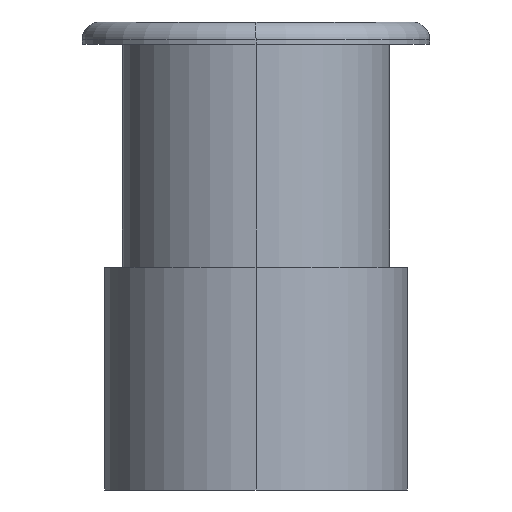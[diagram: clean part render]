
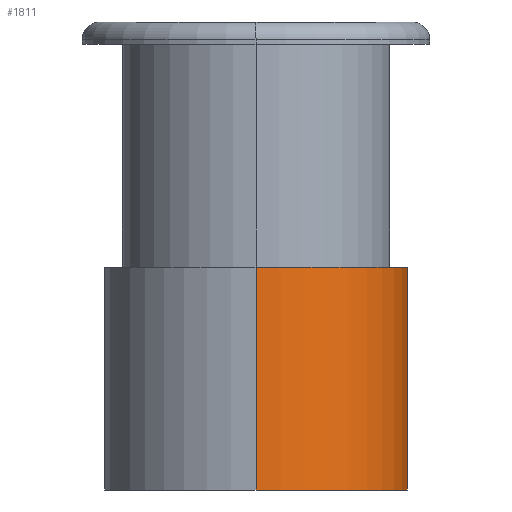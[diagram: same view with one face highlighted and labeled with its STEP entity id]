
A CAD part, left-side view. The second image highlights one B-rep face of the part: STEP entity #1811.
In plain terms, the highlighted cylindrical face has radius 34 mm (diameter 68 mm), a partial arc.
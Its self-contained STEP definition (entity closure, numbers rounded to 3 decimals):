
#23 = CARTESIAN_POINT ( 'NONE',  ( -284., 0., 50. ) ) ;
#36 = CARTESIAN_POINT ( 'NONE',  ( -284., 0., 0. ) ) ;
#93 = DIRECTION ( 'NONE',  ( 1., 0., 0. ) ) ;
#115 = CARTESIAN_POINT ( 'NONE',  ( -250., 0., 50. ) ) ;
#150 = VERTEX_POINT ( 'NONE', #36 ) ;
#390 = LINE ( 'NONE', #1039, #1789 ) ;
#423 = DIRECTION ( 'NONE',  ( 0., 0., -1. ) ) ;
#445 = DIRECTION ( 'NONE',  ( 0., 0., -1. ) ) ;
#609 = EDGE_CURVE ( 'NONE', #150, #637, #981, .T. ) ;
#637 = VERTEX_POINT ( 'NONE', #1373 ) ;
#673 = EDGE_CURVE ( 'NONE', #637, #1934, #390, .T. ) ;
#763 = LINE ( 'NONE', #1435, #1524 ) ;
#872 = CARTESIAN_POINT ( 'NONE',  ( -250., 0., 0. ) ) ;
#891 = EDGE_LOOP ( 'NONE', ( #1107, #2026, #1226, #1427 ) ) ;
#928 = EDGE_CURVE ( 'NONE', #1135, #150, #763, .T. ) ;
#981 = CIRCLE ( 'NONE', #1864, 34. ) ;
#1039 = CARTESIAN_POINT ( 'NONE',  ( -223.639, -21.474, 50. ) ) ;
#1040 = CARTESIAN_POINT ( 'NONE',  ( -223.639, -21.474, 50. ) ) ;
#1072 = DIRECTION ( 'NONE',  ( 1., 0., 0. ) ) ;
#1107 = ORIENTED_EDGE ( 'NONE', *, *, #1428, .F. ) ;
#1135 = VERTEX_POINT ( 'NONE', #23 ) ;
#1226 = ORIENTED_EDGE ( 'NONE', *, *, #609, .T. ) ;
#1373 = CARTESIAN_POINT ( 'NONE',  ( -223.639, -21.474, 0. ) ) ;
#1427 = ORIENTED_EDGE ( 'NONE', *, *, #673, .T. ) ;
#1428 = EDGE_CURVE ( 'NONE', #1135, #1934, #1678, .T. ) ;
#1435 = CARTESIAN_POINT ( 'NONE',  ( -284., 0., 50. ) ) ;
#1497 = FACE_OUTER_BOUND ( 'NONE', #891, .T. ) ;
#1524 = VECTOR ( 'NONE', #445, 1000. ) ;
#1678 = CIRCLE ( 'NONE', #1986, 34. ) ;
#1684 = DIRECTION ( 'NONE',  ( 0., 0., 1. ) ) ;
#1722 = DIRECTION ( 'NONE',  ( 0., 0., 1. ) ) ;
#1789 = VECTOR ( 'NONE', #1684, 1000. ) ;
#1792 = CYLINDRICAL_SURFACE ( 'NONE', #1854, 34. ) ;
#1811 = ADVANCED_FACE ( 'NONE', ( #1497 ), #1792, .T. ) ;
#1846 = DIRECTION ( 'NONE',  ( 0., 0., 1. ) ) ;
#1854 = AXIS2_PLACEMENT_3D ( 'NONE', #115, #423, #2018 ) ;
#1864 = AXIS2_PLACEMENT_3D ( 'NONE', #872, #1846, #93 ) ;
#1934 = VERTEX_POINT ( 'NONE', #1040 ) ;
#1986 = AXIS2_PLACEMENT_3D ( 'NONE', #2033, #1722, #1072 ) ;
#2018 = DIRECTION ( 'NONE',  ( -1., 0., 0. ) ) ;
#2026 = ORIENTED_EDGE ( 'NONE', *, *, #928, .T. ) ;
#2033 = CARTESIAN_POINT ( 'NONE',  ( -250., 0., 50. ) ) ;
